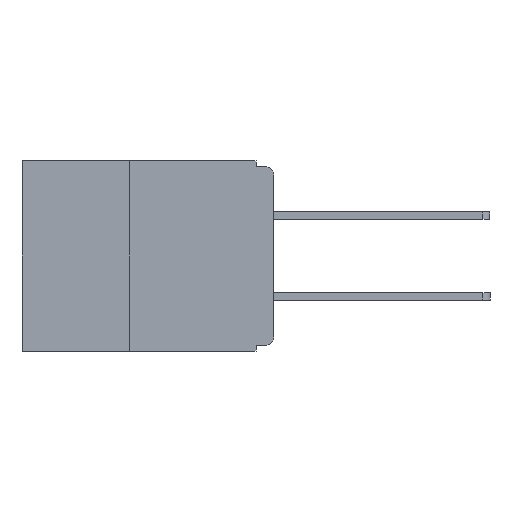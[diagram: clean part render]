
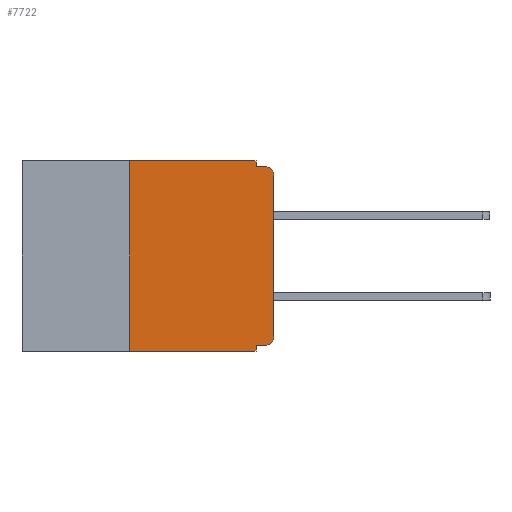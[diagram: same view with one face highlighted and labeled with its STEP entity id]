
A CAD part, left-side view. The second image highlights one B-rep face of the part: STEP entity #7722.
In plain terms, the highlighted planar face has unit normal (-1, 0, 0).
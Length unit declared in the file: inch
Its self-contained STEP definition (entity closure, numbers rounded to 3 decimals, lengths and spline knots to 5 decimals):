
#74 = VERTEX_POINT ( 'NONE', #9751 ) ;
#82 = CARTESIAN_POINT ( 'NONE',  ( 0., 0.437, -0.33 ) ) ;
#451 = CARTESIAN_POINT ( 'NONE',  ( 0., 0.031, -0.33 ) ) ;
#475 = ORIENTED_EDGE ( 'NONE', *, *, #3963, .F. ) ;
#735 = VERTEX_POINT ( 'NONE', #2193 ) ;
#1093 = CARTESIAN_POINT ( 'NONE',  ( 0., 0.015, -0.305 ) ) ;
#1152 = DIRECTION ( 'NONE',  ( 0., -1., 0. ) ) ;
#1212 = DIRECTION ( 'NONE',  ( 0., -1., 0. ) ) ;
#1384 = CARTESIAN_POINT ( 'NONE',  ( 0., 0.437, 0. ) ) ;
#1754 = LINE ( 'NONE', #7665, #7463 ) ;
#1990 = EDGE_CURVE ( 'NONE', #13467, #13633, #8451, .T. ) ;
#2111 = CARTESIAN_POINT ( 'NONE',  ( 0., 0.437, 0. ) ) ;
#2116 = ORIENTED_EDGE ( 'NONE', *, *, #4901, .T. ) ;
#2193 = CARTESIAN_POINT ( 'NONE',  ( 0., 0.031, -0.33 ) ) ;
#2244 = DIRECTION ( 'NONE',  ( 0., 0., -1. ) ) ;
#2313 = LINE ( 'NONE', #451, #8641 ) ;
#2403 = DIRECTION ( 'NONE',  ( 0., 0., 1. ) ) ;
#2857 = CARTESIAN_POINT ( 'NONE',  ( 0., 0., 0. ) ) ;
#3115 = DIRECTION ( 'NONE',  ( 0., 0., -1. ) ) ;
#3235 = VERTEX_POINT ( 'NONE', #4285 ) ;
#3248 = DIRECTION ( 'NONE',  ( 1., 0., 0. ) ) ;
#3312 = AXIS2_PLACEMENT_3D ( 'NONE', #1093, #8953, #2244 ) ;
#3930 = CARTESIAN_POINT ( 'NONE',  ( 0., 0., -0.01 ) ) ;
#3939 = CARTESIAN_POINT ( 'NONE',  ( 0., 0.25, -0.33 ) ) ;
#3963 = EDGE_CURVE ( 'NONE', #12866, #7392, #9663, .T. ) ;
#4081 = LINE ( 'NONE', #8036, #12532 ) ;
#4093 = CARTESIAN_POINT ( 'NONE',  ( 0., 0., -0.025 ) ) ;
#4164 = ORIENTED_EDGE ( 'NONE', *, *, #9821, .F. ) ;
#4285 = CARTESIAN_POINT ( 'NONE',  ( 0., 0., -0.305 ) ) ;
#4509 = CARTESIAN_POINT ( 'NONE',  ( 0., 0.015, -0.01 ) ) ;
#4576 = AXIS2_PLACEMENT_3D ( 'NONE', #2111, #3248, #10953 ) ;
#4809 = VECTOR ( 'NONE', #1212, 39.37008 ) ;
#4901 = EDGE_CURVE ( 'NONE', #3235, #7559, #12044, .T. ) ;
#4961 = ORIENTED_EDGE ( 'NONE', *, *, #6428, .F. ) ;
#5034 = ORIENTED_EDGE ( 'NONE', *, *, #14339, .T. ) ;
#5065 = DIRECTION ( 'NONE',  ( 0., -1., 0. ) ) ;
#5171 = DIRECTION ( 'NONE',  ( -1., 0., 0. ) ) ;
#5290 = ORIENTED_EDGE ( 'NONE', *, *, #6070, .T. ) ;
#5533 = ORIENTED_EDGE ( 'NONE', *, *, #12849, .F. ) ;
#6070 = EDGE_CURVE ( 'NONE', #7559, #9019, #8657, .T. ) ;
#6185 = CARTESIAN_POINT ( 'NONE',  ( 0., 0.015, -0.32 ) ) ;
#6428 = EDGE_CURVE ( 'NONE', #14070, #12866, #4081, .T. ) ;
#6795 = VECTOR ( 'NONE', #1152, 39.37008 ) ;
#6970 = VECTOR ( 'NONE', #10594, 39.37008 ) ;
#7392 = VERTEX_POINT ( 'NONE', #11498 ) ;
#7463 = VECTOR ( 'NONE', #3115, 39.37008 ) ;
#7559 = VERTEX_POINT ( 'NONE', #4093 ) ;
#7665 = CARTESIAN_POINT ( 'NONE',  ( 0., 0.031, 0. ) ) ;
#7722 = ADVANCED_FACE ( 'NONE', ( #11610 ), #8823, .F. ) ;
#8036 = CARTESIAN_POINT ( 'NONE',  ( 0., 0.25, -0.33 ) ) ;
#8451 = LINE ( 'NONE', #11561, #14174 ) ;
#8641 = VECTOR ( 'NONE', #10408, 39.37008 ) ;
#8657 = CIRCLE ( 'NONE', #11350, 0.015 ) ;
#8704 = CARTESIAN_POINT ( 'NONE',  ( 0., 0.031, -0.32 ) ) ;
#8823 = PLANE ( 'NONE',  #4576 ) ;
#8953 = DIRECTION ( 'NONE',  ( -1., 0., 0. ) ) ;
#9019 = VERTEX_POINT ( 'NONE', #4509 ) ;
#9196 = EDGE_LOOP ( 'NONE', ( #2116, #5290, #5533, #13226, #475, #4961, #12768, #4164, #12068, #5034 ) ) ;
#9337 = CIRCLE ( 'NONE', #3312, 0.015 ) ;
#9498 = CARTESIAN_POINT ( 'NONE',  ( 0., 0.25, 0. ) ) ;
#9619 = EDGE_CURVE ( 'NONE', #14070, #735, #13556, .T. ) ;
#9663 = LINE ( 'NONE', #1384, #6795 ) ;
#9751 = CARTESIAN_POINT ( 'NONE',  ( 0., 0.031, -0.01 ) ) ;
#9821 = EDGE_CURVE ( 'NONE', #13633, #735, #2313, .T. ) ;
#10063 = EDGE_CURVE ( 'NONE', #7392, #74, #1754, .T. ) ;
#10408 = DIRECTION ( 'NONE',  ( 0., 0., -1. ) ) ;
#10594 = DIRECTION ( 'NONE',  ( 0., 0., 1. ) ) ;
#10953 = DIRECTION ( 'NONE',  ( 0., 0., -1. ) ) ;
#11350 = AXIS2_PLACEMENT_3D ( 'NONE', #11728, #5171, #12855 ) ;
#11498 = CARTESIAN_POINT ( 'NONE',  ( 0., 0.031, 0. ) ) ;
#11561 = CARTESIAN_POINT ( 'NONE',  ( 0., 0., -0.32 ) ) ;
#11603 = DIRECTION ( 'NONE',  ( 0., 1., 0. ) ) ;
#11610 = FACE_OUTER_BOUND ( 'NONE', #9196, .T. ) ;
#11728 = CARTESIAN_POINT ( 'NONE',  ( 0., 0.015, -0.025 ) ) ;
#12044 = LINE ( 'NONE', #2857, #6970 ) ;
#12068 = ORIENTED_EDGE ( 'NONE', *, *, #1990, .F. ) ;
#12532 = VECTOR ( 'NONE', #2403, 39.37008 ) ;
#12768 = ORIENTED_EDGE ( 'NONE', *, *, #9619, .T. ) ;
#12773 = LINE ( 'NONE', #3930, #13127 ) ;
#12849 = EDGE_CURVE ( 'NONE', #74, #9019, #12773, .T. ) ;
#12855 = DIRECTION ( 'NONE',  ( 0., 0., -1. ) ) ;
#12866 = VERTEX_POINT ( 'NONE', #9498 ) ;
#13127 = VECTOR ( 'NONE', #5065, 39.37008 ) ;
#13226 = ORIENTED_EDGE ( 'NONE', *, *, #10063, .F. ) ;
#13467 = VERTEX_POINT ( 'NONE', #6185 ) ;
#13556 = LINE ( 'NONE', #82, #4809 ) ;
#13633 = VERTEX_POINT ( 'NONE', #8704 ) ;
#14070 = VERTEX_POINT ( 'NONE', #3939 ) ;
#14174 = VECTOR ( 'NONE', #11603, 39.37008 ) ;
#14339 = EDGE_CURVE ( 'NONE', #13467, #3235, #9337, .T. ) ;
